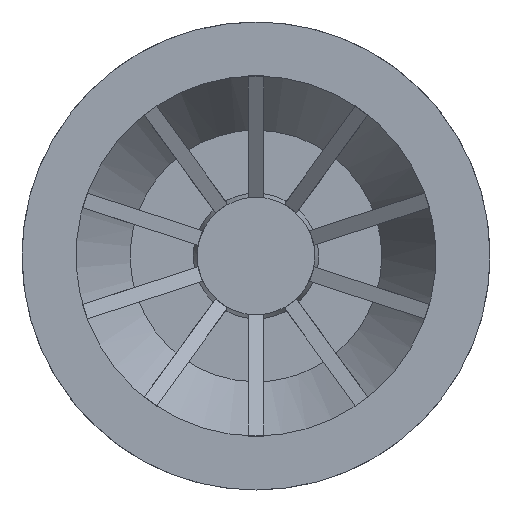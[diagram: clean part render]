
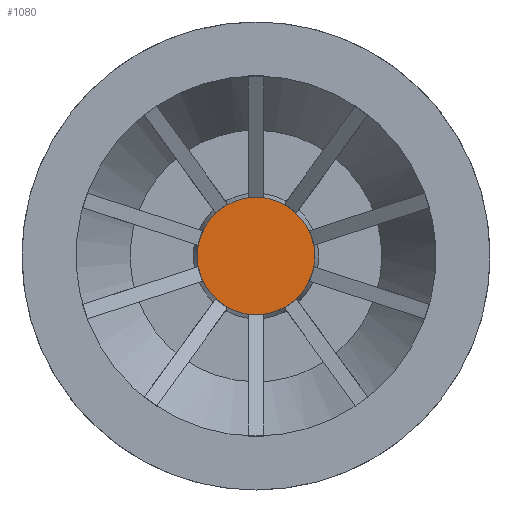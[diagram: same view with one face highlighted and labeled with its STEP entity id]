
A CAD part, left-side view. The second image highlights one B-rep face of the part: STEP entity #1080.
In plain terms, the highlighted free-form (B-spline) face has degree [1, 1] with [2, 2] control points.
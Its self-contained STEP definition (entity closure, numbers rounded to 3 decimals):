
#58 = CARTESIAN_POINT ( 'NONE',  ( -12.66, -34.931, 17.224 ) ) ;
#106 = CARTESIAN_POINT ( 'NONE',  ( -12.66, -12.521, 36.88 ) ) ;
#131 = CARTESIAN_POINT ( 'NONE',  ( -12.66, 30.9, -23.708 ) ) ;
#287 = CARTESIAN_POINT ( 'NONE',  ( -12.66, -34.931, -17.224 ) ) ;
#304 = CARTESIAN_POINT ( 'NONE',  ( -12.66, -38.614, 5.085 ) ) ;
#379 = CARTESIAN_POINT ( 'NONE',  ( -12.66, 30.9, 23.708 ) ) ;
#412 = CARTESIAN_POINT ( 'NONE',  ( -12.66, 23.708, -30.9 ) ) ;
#527 = CARTESIAN_POINT ( 'NONE',  ( -12.66, -10.079, -37.62 ) ) ;
#541 = CARTESIAN_POINT ( 'NONE',  ( -12.66, -25.681, -29.281 ) ) ;
#556 = CARTESIAN_POINT ( 'NONE',  ( -12.66, -19.475, -33.728 ) ) ;
#628 = CARTESIAN_POINT ( 'NONE',  ( -12.66, 33.728, -19.475 ) ) ;
#664 = CARTESIAN_POINT ( 'NONE',  ( -12.66, 29.281, 25.681 ) ) ;
#705 = EDGE_LOOP ( 'NONE', ( #1185, #1201 ) ) ;
#875 = CARTESIAN_POINT ( 'NONE',  ( -12.66, 10.079, 37.62 ) ) ;
#892 = CARTESIAN_POINT ( 'NONE',  ( -12.66, 12.521, -36.88 ) ) ;
#945 = CARTESIAN_POINT ( 'NONE',  ( -12.66, 19.475, -33.728 ) ) ;
#979 = VERTEX_POINT ( 'NONE', #2330 ) ;
#1080 = ADVANCED_FACE ( 'NONE', ( #2347 ), #3235, .T. ) ;
#1124 = CARTESIAN_POINT ( 'NONE',  ( -12.66, 25.681, 29.281 ) ) ;
#1131 = CARTESIAN_POINT ( 'NONE',  ( -12.66, 0., 38.864 ) ) ;
#1142 = CARTESIAN_POINT ( 'NONE',  ( -12.66, 29.281, -25.681 ) ) ;
#1185 = ORIENTED_EDGE ( 'NONE', *, *, #2487, .T. ) ;
#1201 = ORIENTED_EDGE ( 'NONE', *, *, #3089, .T. ) ;
#1283 = CARTESIAN_POINT ( 'NONE',  ( -12.66, -23.708, -30.9 ) ) ;
#1299 = CARTESIAN_POINT ( 'NONE',  ( -12.66, -36.88, -12.521 ) ) ;
#1316 = CARTESIAN_POINT ( 'NONE',  ( -12.66, -37.62, 10.079 ) ) ;
#1331 = CARTESIAN_POINT ( 'NONE',  ( -12.66, -30.9, 23.708 ) ) ;
#1391 = CARTESIAN_POINT ( 'NONE',  ( -12.66, 25.681, -29.281 ) ) ;
#1420 = CARTESIAN_POINT ( 'NONE',  ( -12.66, -23.708, 30.9 ) ) ;
#1444 = CARTESIAN_POINT ( 'NONE',  ( -12.66, 2.546, 38.864 ) ) ;
#1538 = CARTESIAN_POINT ( 'NONE',  ( -12.66, -12.521, -36.88 ) ) ;
#1552 = CARTESIAN_POINT ( 'NONE',  ( -12.66, -30.9, -23.708 ) ) ;
#1561 = CARTESIAN_POINT ( 'NONE',  ( -12.66, 0., 38.864 ) ) ;
#1571 = CARTESIAN_POINT ( 'NONE',  ( -12.66, -29.281, -25.681 ) ) ;
#1586 = CARTESIAN_POINT ( 'NONE',  ( -12.66, -37.62, -10.079 ) ) ;
#1623 = CARTESIAN_POINT ( 'NONE',  ( -12.66, 5.085, -38.614 ) ) ;
#1662 = CARTESIAN_POINT ( 'NONE',  ( -12.66, -10.079, 37.62 ) ) ;
#1672 = CARTESIAN_POINT ( 'NONE',  ( -12.66, 34.931, 17.224 ) ) ;
#1688 = CARTESIAN_POINT ( 'NONE',  ( -12.66, 33.728, 19.475 ) ) ;
#1818 = CARTESIAN_POINT ( 'NONE',  ( -12.66, -5.085, -38.614 ) ) ;
#1828 = B_SPLINE_CURVE_WITH_KNOTS ( 'NONE', 3,
 ( #1561, #1444, #3145, #875, #3198, #2439, #2694, #2391, #1124, #664, #379, #1688, #1672, #3180, #2408, #2934, #2207, #2424, #2711, #3213, #1954, #2136, #628, #131, #1142, #1391, #412, #945, #2641, #892, #1888, #1623, #2457, #2901 ),
 .UNSPECIFIED., .F., .F.,
 ( 4, 2, 2, 2, 2, 2, 2, 2, 2, 2, 2, 2, 2, 2, 2, 2, 4 ),
 ( 0., 0.196, 0.393, 0.589, 0.785, 0.982, 1.178, 1.374, 1.571, 1.767, 1.963, 2.16, 2.356, 2.553, 2.749, 2.945, 3.142 ),
 .UNSPECIFIED. ) ;
#1888 = CARTESIAN_POINT ( 'NONE',  ( -12.66, 10.079, -37.62 ) ) ;
#1898 = CARTESIAN_POINT ( 'NONE',  ( -12.66, -2.546, 38.864 ) ) ;
#1928 = CARTESIAN_POINT ( 'NONE',  ( -12.66, -19.475, 33.728 ) ) ;
#1954 = CARTESIAN_POINT ( 'NONE',  ( -12.66, 36.88, -12.521 ) ) ;
#2056 = CARTESIAN_POINT ( 'NONE',  ( -12.66, 0., 38.864 ) ) ;
#2075 = CARTESIAN_POINT ( 'NONE',  ( -12.66, -33.728, 19.475 ) ) ;
#2107 = CARTESIAN_POINT ( 'NONE',  ( -12.66, -25.681, 29.281 ) ) ;
#2133 = VERTEX_POINT ( 'NONE', #2056 ) ;
#2136 = CARTESIAN_POINT ( 'NONE',  ( -12.66, 34.931, -17.224 ) ) ;
#2142 = CARTESIAN_POINT ( 'NONE',  ( -12.66, 39.33, 39.33 ) ) ;
#2163 = CARTESIAN_POINT ( 'NONE',  ( -12.66, -29.281, 25.681 ) ) ;
#2196 = CARTESIAN_POINT ( 'NONE',  ( -12.66, 39.33, -39.33 ) ) ;
#2207 = CARTESIAN_POINT ( 'NONE',  ( -12.66, 38.864, 2.546 ) ) ;
#2300 = CARTESIAN_POINT ( 'NONE',  ( -12.66, 0., -38.864 ) ) ;
#2316 = CARTESIAN_POINT ( 'NONE',  ( -12.66, -38.614, -5.085 ) ) ;
#2330 = CARTESIAN_POINT ( 'NONE',  ( -12.66, 0., -38.864 ) ) ;
#2332 = CARTESIAN_POINT ( 'NONE',  ( -12.66, -36.88, 12.521 ) ) ;
#2347 = FACE_OUTER_BOUND ( 'NONE', #705, .T. ) ;
#2378 = CARTESIAN_POINT ( 'NONE',  ( -12.66, -39.33, -39.33 ) ) ;
#2391 = CARTESIAN_POINT ( 'NONE',  ( -12.66, 23.708, 30.9 ) ) ;
#2408 = CARTESIAN_POINT ( 'NONE',  ( -12.66, 37.62, 10.079 ) ) ;
#2424 = CARTESIAN_POINT ( 'NONE',  ( -12.66, 38.864, -2.546 ) ) ;
#2439 = CARTESIAN_POINT ( 'NONE',  ( -12.66, 17.224, 34.931 ) ) ;
#2457 = CARTESIAN_POINT ( 'NONE',  ( -12.66, 2.546, -38.864 ) ) ;
#2487 = EDGE_CURVE ( 'NONE', #2133, #979, #1828, .T. ) ;
#2565 = CARTESIAN_POINT ( 'NONE',  ( -12.66, -33.728, -19.475 ) ) ;
#2584 = CARTESIAN_POINT ( 'NONE',  ( -12.66, -38.864, 2.546 ) ) ;
#2601 = CARTESIAN_POINT ( 'NONE',  ( -12.66, -38.864, -2.546 ) ) ;
#2641 = CARTESIAN_POINT ( 'NONE',  ( -12.66, 17.224, -34.931 ) ) ;
#2682 = CARTESIAN_POINT ( 'NONE',  ( -12.66, -39.33, 39.33 ) ) ;
#2694 = CARTESIAN_POINT ( 'NONE',  ( -12.66, 19.475, 33.728 ) ) ;
#2711 = CARTESIAN_POINT ( 'NONE',  ( -12.66, 38.614, -5.085 ) ) ;
#2719 = B_SPLINE_CURVE_WITH_KNOTS ( 'NONE', 3,
 ( #2300, #3042, #1818, #527, #1538, #2815, #556, #1283, #541, #1571, #1552, #2565, #287, #1299, #1586, #2316, #2601, #2584, #304, #1316, #2332, #58, #2075, #1331, #2163, #2107, #1420, #1928, #3121, #106, #1662, #3171, #1898, #1131 ),
 .UNSPECIFIED., .F., .F.,
 ( 4, 2, 2, 2, 2, 2, 2, 2, 2, 2, 2, 2, 2, 2, 2, 2, 4 ),
 ( 0., 0.196, 0.393, 0.589, 0.785, 0.982, 1.178, 1.374, 1.571, 1.767, 1.963, 2.16, 2.356, 2.553, 2.749, 2.945, 3.142 ),
 .UNSPECIFIED. ) ;
#2815 = CARTESIAN_POINT ( 'NONE',  ( -12.66, -17.224, -34.931 ) ) ;
#2901 = CARTESIAN_POINT ( 'NONE',  ( -12.66, 0., -38.864 ) ) ;
#2934 = CARTESIAN_POINT ( 'NONE',  ( -12.66, 38.614, 5.085 ) ) ;
#3042 = CARTESIAN_POINT ( 'NONE',  ( -12.66, -2.546, -38.864 ) ) ;
#3089 = EDGE_CURVE ( 'NONE', #979, #2133, #2719, .T. ) ;
#3121 = CARTESIAN_POINT ( 'NONE',  ( -12.66, -17.224, 34.931 ) ) ;
#3145 = CARTESIAN_POINT ( 'NONE',  ( -12.66, 5.085, 38.614 ) ) ;
#3171 = CARTESIAN_POINT ( 'NONE',  ( -12.66, -5.085, 38.614 ) ) ;
#3180 = CARTESIAN_POINT ( 'NONE',  ( -12.66, 36.88, 12.521 ) ) ;
#3198 = CARTESIAN_POINT ( 'NONE',  ( -12.66, 12.521, 36.88 ) ) ;
#3213 = CARTESIAN_POINT ( 'NONE',  ( -12.66, 37.62, -10.079 ) ) ;
#3235 = B_SPLINE_SURFACE_WITH_KNOTS ( 'NONE', 1, 1, ( 
 ( #2378, #2196 ),
 ( #2682, #2142 ) ),
 .UNSPECIFIED., .F., .F., .F.,
 ( 2, 2 ),
 ( 2, 2 ),
 ( 0., 1. ),
 ( 0., 1. ),
 .UNSPECIFIED. ) ;
